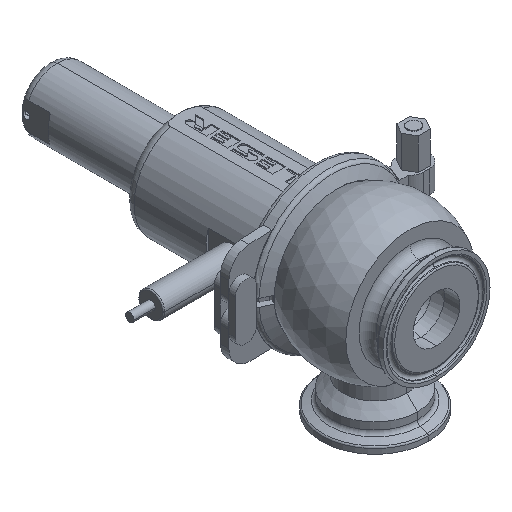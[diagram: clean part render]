
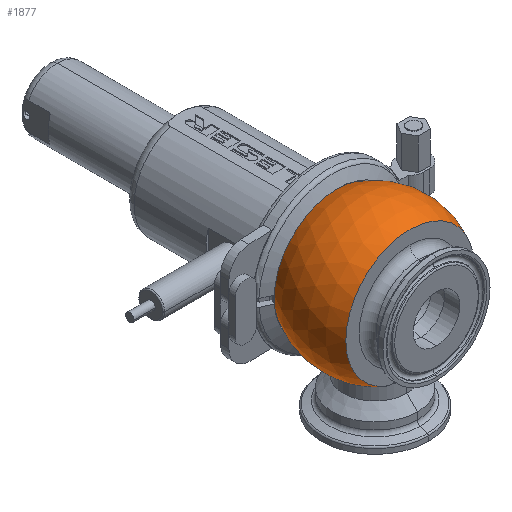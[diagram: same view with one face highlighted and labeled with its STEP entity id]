
A CAD part, isometric view. The second image highlights one B-rep face of the part: STEP entity #1877.
In plain terms, the highlighted spherical face has radius 34.5 mm.
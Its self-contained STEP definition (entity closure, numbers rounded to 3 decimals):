
#591=CARTESIAN_POINT('',(0.,18.48,0.));
#592=DIRECTION('',(0.,-1.,0.));
#593=DIRECTION('',(0.207,0.,-0.978));
#594=AXIS2_PLACEMENT_3D('',#591,#592,#593);
#630=CARTESIAN_POINT('',(0.,-16.5,0.));
#631=DIRECTION('',(0.,-1.,0.));
#632=DIRECTION('',(0.339,0.,-0.941));
#633=AXIS2_PLACEMENT_3D('',#630,#631,#632);
#635=CARTESIAN_POINT('',(0.,0.,-28.5));
#636=DIRECTION('',(0.,0.,1.));
#637=DIRECTION('',(-0.311,0.95,0.));
#638=AXIS2_PLACEMENT_3D('',#635,#636,#637);
#640=CARTESIAN_POINT('',(0.,0.,-28.5));
#641=DIRECTION('',(0.,0.,1.));
#642=DIRECTION('',(0.529,-0.849,0.));
#643=AXIS2_PLACEMENT_3D('',#640,#641,#642);
#802=CARTESIAN_POINT('',(10.283,-16.5,-28.5));
#803=CARTESIAN_POINT('',(-10.283,-16.5,-28.5));
#804=VERTEX_POINT('',#802);
#805=VERTEX_POINT('',#803);
#806=CARTESIAN_POINT('',(6.042,18.48,-28.5));
#807=VERTEX_POINT('',#806);
#808=CARTESIAN_POINT('',(-6.042,18.48,-28.5));
#809=VERTEX_POINT('',#808);
#1866=CARTESIAN_POINT('',(0.,0.,0.));
#1867=DIRECTION('',(0.,-1.,0.));
#1868=DIRECTION('',(0.,0.,1.));
#1869=AXIS2_PLACEMENT_3D('',#1866,#1867,#1868);
#1870=SPHERICAL_SURFACE('',#1869,34.5);
#1871=ORIENTED_EDGE('',*,*,#1145,.T.);
#1872=ORIENTED_EDGE('',*,*,#1172,.F.);
#1873=ORIENTED_EDGE('',*,*,#1856,.F.);
#1874=ORIENTED_EDGE('',*,*,#1160,.F.);
#1875=EDGE_LOOP('',(#1871,#1872,#1873,#1874));
#1876=FACE_OUTER_BOUND('',#1875,.F.);
#1877=ADVANCED_FACE('',(#1876),#1870,.T.);
#595=CIRCLE('',#594,29.133);
#634=CIRCLE('',#633,30.299);
#639=CIRCLE('',#638,19.442);
#644=CIRCLE('',#643,19.442);
#1145=EDGE_CURVE('',#804,#805,#634,.T.);
#1160=EDGE_CURVE('',#804,#807,#644,.T.);
#1172=EDGE_CURVE('',#809,#805,#639,.T.);
#1856=EDGE_CURVE('',#807,#809,#595,.T.);
